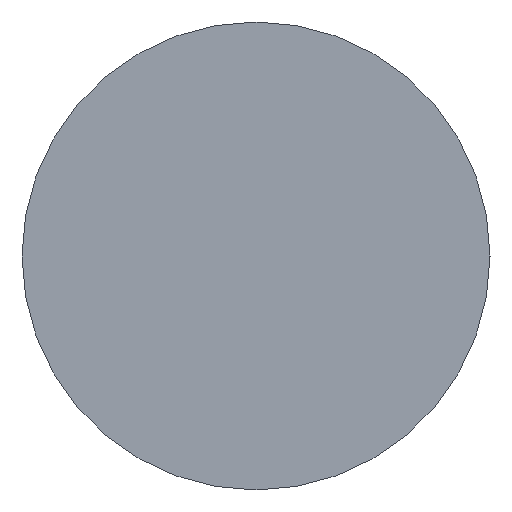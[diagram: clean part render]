
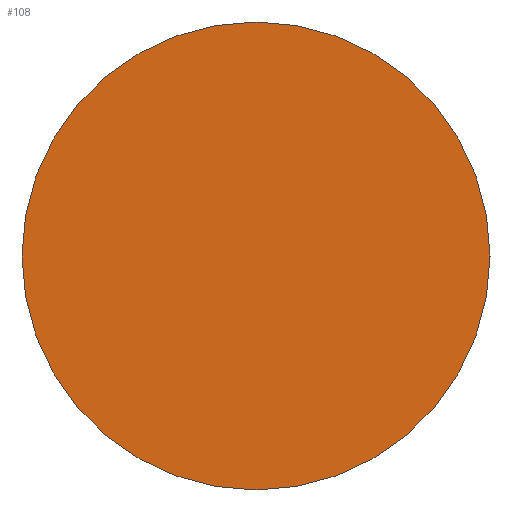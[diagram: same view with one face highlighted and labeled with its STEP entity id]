
A CAD part, left-side view. The second image highlights one B-rep face of the part: STEP entity #108.
In plain terms, the highlighted planar face has unit normal (-1, 0, 0).
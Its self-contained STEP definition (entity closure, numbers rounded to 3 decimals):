
#5 = CARTESIAN_POINT ( 'NONE',  ( 22.309, 13.031, 0. ) ) ;
#7 = EDGE_CURVE ( 'NONE', #145, #57, #45, .T. ) ;
#11 = EDGE_CURVE ( 'NONE', #57, #145, #96, .T. ) ;
#19 = DIRECTION ( 'NONE',  ( 0., 0., -1. ) ) ;
#29 = ORIENTED_EDGE ( 'NONE', *, *, #11, .T. ) ;
#31 = CARTESIAN_POINT ( 'NONE',  ( 22.309, 13.031, 0. ) ) ;
#45 = CIRCLE ( 'NONE', #87, 3.15 ) ;
#46 = CARTESIAN_POINT ( 'NONE',  ( 22.309, 13.031, -3.15 ) ) ;
#52 = AXIS2_PLACEMENT_3D ( 'NONE', #103, #151, #19 ) ;
#57 = VERTEX_POINT ( 'NONE', #162 ) ;
#72 = DIRECTION ( 'NONE',  ( -1., 0., 0. ) ) ;
#74 = PLANE ( 'NONE',  #52 ) ;
#81 = AXIS2_PLACEMENT_3D ( 'NONE', #5, #72, #132 ) ;
#87 = AXIS2_PLACEMENT_3D ( 'NONE', #31, #114, #133 ) ;
#96 = CIRCLE ( 'NONE', #81, 3.15 ) ;
#103 = CARTESIAN_POINT ( 'NONE',  ( 22.309, 13.031, 0. ) ) ;
#108 = ADVANCED_FACE ( 'NONE', ( #173 ), #74, .F. ) ;
#113 = EDGE_LOOP ( 'NONE', ( #29, #158 ) ) ;
#114 = DIRECTION ( 'NONE',  ( -1., 0., 0. ) ) ;
#132 = DIRECTION ( 'NONE',  ( 0., 0., 1. ) ) ;
#133 = DIRECTION ( 'NONE',  ( 0., 0., 1. ) ) ;
#145 = VERTEX_POINT ( 'NONE', #46 ) ;
#151 = DIRECTION ( 'NONE',  ( 1., 0., 0. ) ) ;
#158 = ORIENTED_EDGE ( 'NONE', *, *, #7, .T. ) ;
#162 = CARTESIAN_POINT ( 'NONE',  ( 22.309, 13.031, 3.15 ) ) ;
#173 = FACE_OUTER_BOUND ( 'NONE', #113, .T. ) ;
